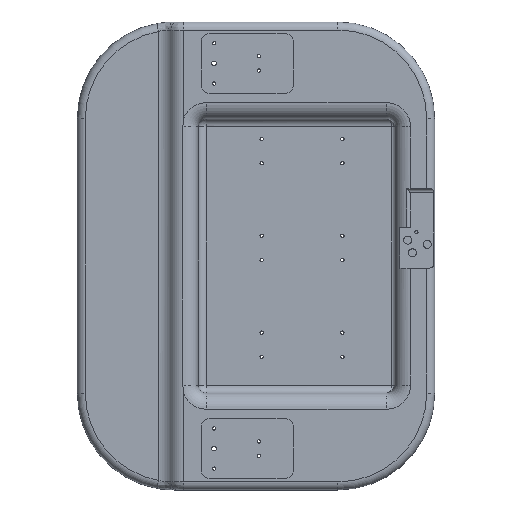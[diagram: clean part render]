
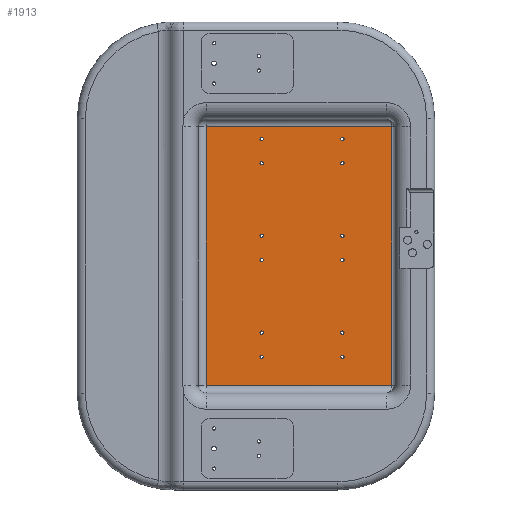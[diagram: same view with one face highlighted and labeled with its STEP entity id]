
A CAD part, top view. The second image highlights one B-rep face of the part: STEP entity #1913.
In plain terms, the highlighted planar face has unit normal (0, 0, 1).
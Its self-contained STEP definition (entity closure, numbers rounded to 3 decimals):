
#90=FACE_BOUND('',#373,.T.);
#91=FACE_BOUND('',#374,.T.);
#92=FACE_BOUND('',#375,.T.);
#93=FACE_BOUND('',#376,.T.);
#94=FACE_BOUND('',#377,.T.);
#95=FACE_BOUND('',#378,.T.);
#96=FACE_BOUND('',#379,.T.);
#97=FACE_BOUND('',#380,.T.);
#98=FACE_BOUND('',#381,.T.);
#99=FACE_BOUND('',#382,.T.);
#100=FACE_BOUND('',#383,.T.);
#101=FACE_BOUND('',#384,.T.);
#128=PLANE('',#2165);
#223=FACE_OUTER_BOUND('',#372,.T.);
#372=EDGE_LOOP('',(#1677,#1678,#1679,#1680));
#373=EDGE_LOOP('',(#1681));
#374=EDGE_LOOP('',(#1682));
#375=EDGE_LOOP('',(#1683));
#376=EDGE_LOOP('',(#1684));
#377=EDGE_LOOP('',(#1685));
#378=EDGE_LOOP('',(#1686));
#379=EDGE_LOOP('',(#1687));
#380=EDGE_LOOP('',(#1688));
#381=EDGE_LOOP('',(#1689));
#382=EDGE_LOOP('',(#1690));
#383=EDGE_LOOP('',(#1691));
#384=EDGE_LOOP('',(#1692));
#499=LINE('',#3429,#614);
#500=LINE('',#3473,#615);
#501=LINE('',#3476,#616);
#502=LINE('',#3477,#617);
#614=VECTOR('',#2722,10.);
#615=VECTOR('',#2737,10.);
#616=VECTOR('',#2740,10.);
#617=VECTOR('',#2741,10.);
#761=CIRCLE('',#2166,2.1);
#762=CIRCLE('',#2167,2.1);
#763=CIRCLE('',#2168,2.1);
#764=CIRCLE('',#2169,2.1);
#765=CIRCLE('',#2170,2.1);
#766=CIRCLE('',#2171,2.1);
#767=CIRCLE('',#2172,2.1);
#768=CIRCLE('',#2173,2.1);
#769=CIRCLE('',#2174,2.1);
#770=CIRCLE('',#2175,2.1);
#771=CIRCLE('',#2176,2.1);
#772=CIRCLE('',#2177,2.1);
#926=VERTEX_POINT('',#3425);
#927=VERTEX_POINT('',#3427);
#928=VERTEX_POINT('',#3469);
#929=VERTEX_POINT('',#3475);
#930=VERTEX_POINT('',#3478);
#931=VERTEX_POINT('',#3480);
#932=VERTEX_POINT('',#3482);
#933=VERTEX_POINT('',#3484);
#934=VERTEX_POINT('',#3486);
#935=VERTEX_POINT('',#3488);
#936=VERTEX_POINT('',#3490);
#937=VERTEX_POINT('',#3492);
#938=VERTEX_POINT('',#3494);
#939=VERTEX_POINT('',#3496);
#940=VERTEX_POINT('',#3498);
#941=VERTEX_POINT('',#3500);
#1178=EDGE_CURVE('',#927,#926,#499,.T.);
#1183=EDGE_CURVE('',#928,#927,#500,.T.);
#1184=EDGE_CURVE('',#929,#928,#501,.T.);
#1185=EDGE_CURVE('',#926,#929,#502,.T.);
#1186=EDGE_CURVE('',#930,#930,#761,.T.);
#1187=EDGE_CURVE('',#931,#931,#762,.T.);
#1188=EDGE_CURVE('',#932,#932,#763,.T.);
#1189=EDGE_CURVE('',#933,#933,#764,.T.);
#1190=EDGE_CURVE('',#934,#934,#765,.T.);
#1191=EDGE_CURVE('',#935,#935,#766,.T.);
#1192=EDGE_CURVE('',#936,#936,#767,.T.);
#1193=EDGE_CURVE('',#937,#937,#768,.T.);
#1194=EDGE_CURVE('',#938,#938,#769,.T.);
#1195=EDGE_CURVE('',#939,#939,#770,.T.);
#1196=EDGE_CURVE('',#940,#940,#771,.T.);
#1197=EDGE_CURVE('',#941,#941,#772,.T.);
#1677=ORIENTED_EDGE('',*,*,#1178,.F.);
#1678=ORIENTED_EDGE('',*,*,#1183,.F.);
#1679=ORIENTED_EDGE('',*,*,#1184,.F.);
#1680=ORIENTED_EDGE('',*,*,#1185,.F.);
#1681=ORIENTED_EDGE('',*,*,#1186,.F.);
#1682=ORIENTED_EDGE('',*,*,#1187,.F.);
#1683=ORIENTED_EDGE('',*,*,#1188,.F.);
#1684=ORIENTED_EDGE('',*,*,#1189,.F.);
#1685=ORIENTED_EDGE('',*,*,#1190,.F.);
#1686=ORIENTED_EDGE('',*,*,#1191,.F.);
#1687=ORIENTED_EDGE('',*,*,#1192,.F.);
#1688=ORIENTED_EDGE('',*,*,#1193,.F.);
#1689=ORIENTED_EDGE('',*,*,#1194,.F.);
#1690=ORIENTED_EDGE('',*,*,#1195,.F.);
#1691=ORIENTED_EDGE('',*,*,#1196,.F.);
#1692=ORIENTED_EDGE('',*,*,#1197,.F.);
#1913=ADVANCED_FACE('',(#223,#90,#91,#92,#93,#94,#95,#96,#97,#98,#99,#100,
#101),#128,.F.);
#2165=AXIS2_PLACEMENT_3D('',#3474,#2738,#2739);
#2166=AXIS2_PLACEMENT_3D('',#3479,#2742,#2743);
#2167=AXIS2_PLACEMENT_3D('',#3481,#2744,#2745);
#2168=AXIS2_PLACEMENT_3D('',#3483,#2746,#2747);
#2169=AXIS2_PLACEMENT_3D('',#3485,#2748,#2749);
#2170=AXIS2_PLACEMENT_3D('',#3487,#2750,#2751);
#2171=AXIS2_PLACEMENT_3D('',#3489,#2752,#2753);
#2172=AXIS2_PLACEMENT_3D('',#3491,#2754,#2755);
#2173=AXIS2_PLACEMENT_3D('',#3493,#2756,#2757);
#2174=AXIS2_PLACEMENT_3D('',#3495,#2758,#2759);
#2175=AXIS2_PLACEMENT_3D('',#3497,#2760,#2761);
#2176=AXIS2_PLACEMENT_3D('',#3499,#2762,#2763);
#2177=AXIS2_PLACEMENT_3D('',#3501,#2764,#2765);
#2722=DIRECTION('',(0.,1.,0.));
#2737=DIRECTION('',(-1.,0.,0.));
#2738=DIRECTION('center_axis',(0.,0.,-1.));
#2739=DIRECTION('ref_axis',(1.,0.,0.));
#2740=DIRECTION('',(0.,-1.,0.));
#2741=DIRECTION('',(1.,0.,0.));
#2742=DIRECTION('center_axis',(0.,0.,1.));
#2743=DIRECTION('ref_axis',(1.,0.,0.));
#2744=DIRECTION('center_axis',(0.,0.,1.));
#2745=DIRECTION('ref_axis',(1.,0.,0.));
#2746=DIRECTION('center_axis',(0.,0.,1.));
#2747=DIRECTION('ref_axis',(1.,0.,0.));
#2748=DIRECTION('center_axis',(0.,0.,1.));
#2749=DIRECTION('ref_axis',(1.,0.,0.));
#2750=DIRECTION('center_axis',(0.,0.,1.));
#2751=DIRECTION('ref_axis',(1.,0.,0.));
#2752=DIRECTION('center_axis',(0.,0.,1.));
#2753=DIRECTION('ref_axis',(1.,0.,0.));
#2754=DIRECTION('center_axis',(0.,0.,1.));
#2755=DIRECTION('ref_axis',(1.,0.,0.));
#2756=DIRECTION('center_axis',(0.,0.,1.));
#2757=DIRECTION('ref_axis',(1.,0.,0.));
#2758=DIRECTION('center_axis',(0.,0.,1.));
#2759=DIRECTION('ref_axis',(1.,0.,0.));
#2760=DIRECTION('center_axis',(0.,0.,1.));
#2761=DIRECTION('ref_axis',(1.,0.,0.));
#2762=DIRECTION('center_axis',(0.,0.,1.));
#2763=DIRECTION('ref_axis',(1.,0.,0.));
#2764=DIRECTION('center_axis',(0.,0.,1.));
#2765=DIRECTION('ref_axis',(1.,0.,0.));
#3425=CARTESIAN_POINT('',(-98.927,746.277,0.));
#3427=CARTESIAN_POINT('',(-98.927,426.277,0.));
#3429=CARTESIAN_POINT('',(-98.927,446.277,0.));
#3469=CARTESIAN_POINT('',(131.073,426.277,0.));
#3473=CARTESIAN_POINT('',(73.323,426.277,0.));
#3474=CARTESIAN_POINT('Origin',(12.573,476.277,0.));
#3475=CARTESIAN_POINT('',(131.073,746.277,0.));
#3476=CARTESIAN_POINT('',(131.073,616.277,0.));
#3477=CARTESIAN_POINT('',(-48.177,746.277,0.));
#3478=CARTESIAN_POINT('',(67.522,491.277,0.));
#3479=CARTESIAN_POINT('Origin',(69.622,491.277,0.));
#3480=CARTESIAN_POINT('',(67.522,461.277,0.));
#3481=CARTESIAN_POINT('Origin',(69.622,461.277,0.));
#3482=CARTESIAN_POINT('',(-32.478,491.277,0.));
#3483=CARTESIAN_POINT('Origin',(-30.378,491.277,0.));
#3484=CARTESIAN_POINT('',(-32.478,461.277,0.));
#3485=CARTESIAN_POINT('Origin',(-30.378,461.277,0.));
#3486=CARTESIAN_POINT('',(-32.478,581.277,0.));
#3487=CARTESIAN_POINT('Origin',(-30.378,581.277,0.));
#3488=CARTESIAN_POINT('',(-32.478,611.277,0.));
#3489=CARTESIAN_POINT('Origin',(-30.378,611.277,0.));
#3490=CARTESIAN_POINT('',(67.522,581.277,0.));
#3491=CARTESIAN_POINT('Origin',(69.622,581.277,0.));
#3492=CARTESIAN_POINT('',(67.522,611.277,0.));
#3493=CARTESIAN_POINT('Origin',(69.622,611.277,0.));
#3494=CARTESIAN_POINT('',(-32.478,701.277,0.));
#3495=CARTESIAN_POINT('Origin',(-30.378,701.277,0.));
#3496=CARTESIAN_POINT('',(-32.478,731.277,0.));
#3497=CARTESIAN_POINT('Origin',(-30.378,731.277,0.));
#3498=CARTESIAN_POINT('',(67.522,701.277,0.));
#3499=CARTESIAN_POINT('Origin',(69.622,701.277,0.));
#3500=CARTESIAN_POINT('',(67.522,731.277,0.));
#3501=CARTESIAN_POINT('Origin',(69.622,731.277,0.));
